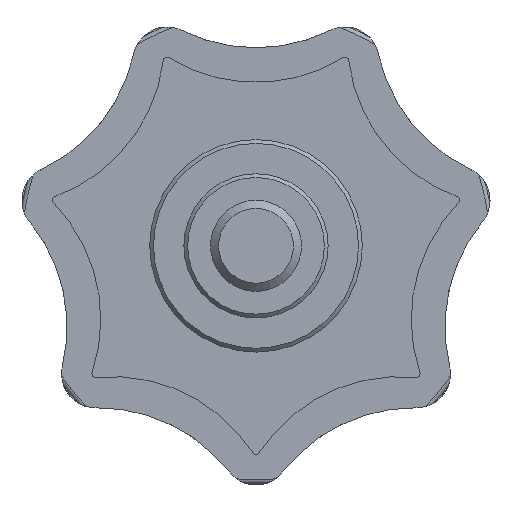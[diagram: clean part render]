
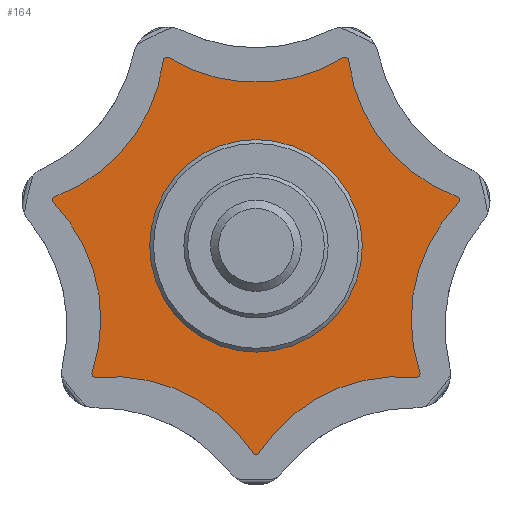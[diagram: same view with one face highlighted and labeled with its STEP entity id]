
A CAD part, front view. The second image highlights one B-rep face of the part: STEP entity #164.
In plain terms, the highlighted planar face has unit normal (0, -1, 0).
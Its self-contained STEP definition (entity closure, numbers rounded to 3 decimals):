
#164 = ADVANCED_FACE( '', ( #368, #369 ), #370, .F. );
#368 = FACE_OUTER_BOUND( '', #615, .T. );
#369 = FACE_BOUND( '', #616, .T. );
#370 = PLANE( '', #617 );
#615 = EDGE_LOOP( '', ( #1054, #1055, #1056, #1057, #1058, #1059, #1060, #1061, #1062, #1063, #1064, #1065, #1066, #1067 ) );
#616 = EDGE_LOOP( '', ( #1068 ) );
#617 = AXIS2_PLACEMENT_3D( '', #1069, #1070, #1071 );
#1054 = ORIENTED_EDGE( '', *, *, #1480, .T. );
#1055 = ORIENTED_EDGE( '', *, *, #1466, .F. );
#1056 = ORIENTED_EDGE( '', *, *, #1499, .T. );
#1057 = ORIENTED_EDGE( '', *, *, #1503, .F. );
#1058 = ORIENTED_EDGE( '', *, *, #1485, .T. );
#1059 = ORIENTED_EDGE( '', *, *, #1578, .F. );
#1060 = ORIENTED_EDGE( '', *, *, #1597, .T. );
#1061 = ORIENTED_EDGE( '', *, *, #1554, .F. );
#1062 = ORIENTED_EDGE( '', *, *, #1601, .T. );
#1063 = ORIENTED_EDGE( '', *, *, #1612, .F. );
#1064 = ORIENTED_EDGE( '', *, *, #1490, .T. );
#1065 = ORIENTED_EDGE( '', *, *, #1613, .F. );
#1066 = ORIENTED_EDGE( '', *, *, #1614, .T. );
#1067 = ORIENTED_EDGE( '', *, *, #1615, .F. );
#1068 = ORIENTED_EDGE( '', *, *, #1616, .T. );
#1069 = CARTESIAN_POINT( '', ( -31.777, 27., -13.261 ) );
#1070 = DIRECTION( '', ( 0., 1., 0. ) );
#1071 = DIRECTION( '', ( 0., 0., 1. ) );
#1466 = EDGE_CURVE( '', #1751, #1746, #1753, .T. );
#1480 = EDGE_CURVE( '', #1776, #1746, #1777, .T. );
#1485 = EDGE_CURVE( '', #1785, #1782, #1786, .T. );
#1490 = EDGE_CURVE( '', #1794, #1791, #1795, .T. );
#1499 = EDGE_CURVE( '', #1751, #1806, #1809, .T. );
#1503 = EDGE_CURVE( '', #1785, #1806, #1813, .T. );
#1554 = EDGE_CURVE( '', #1899, #1894, #1901, .T. );
#1578 = EDGE_CURVE( '', #1936, #1782, #1938, .T. );
#1597 = EDGE_CURVE( '', #1936, #1894, #1966, .T. );
#1601 = EDGE_CURVE( '', #1899, #1969, #1972, .T. );
#1612 = EDGE_CURVE( '', #1794, #1969, #1986, .T. );
#1613 = EDGE_CURVE( '', #1987, #1791, #1988, .T. );
#1614 = EDGE_CURVE( '', #1987, #1989, #1990, .T. );
#1615 = EDGE_CURVE( '', #1776, #1989, #1991, .T. );
#1616 = EDGE_CURVE( '', #1992, #1992, #1993, .T. );
#1746 = VERTEX_POINT( '', #2180 );
#1751 = VERTEX_POINT( '', #2186 );
#1753 = CIRCLE( '', #2189, 0.5 );
#1776 = VERTEX_POINT( '', #2254 );
#1777 = CIRCLE( '', #2255, 22. );
#1782 = VERTEX_POINT( '', #2261 );
#1785 = VERTEX_POINT( '', #2265 );
#1786 = CIRCLE( '', #2266, 22. );
#1791 = VERTEX_POINT( '', #2272 );
#1794 = VERTEX_POINT( '', #2276 );
#1795 = CIRCLE( '', #2277, 22. );
#1806 = VERTEX_POINT( '', #2290 );
#1809 = CIRCLE( '', #2294, 22. );
#1813 = CIRCLE( '', #2298, 0.5 );
#1894 = VERTEX_POINT( '', #2753 );
#1899 = VERTEX_POINT( '', #2759 );
#1901 = CIRCLE( '', #2762, 0.5 );
#1936 = VERTEX_POINT( '', #2866 );
#1938 = CIRCLE( '', #2869, 0.5 );
#1966 = CIRCLE( '', #2958, 22. );
#1969 = VERTEX_POINT( '', #2961 );
#1972 = CIRCLE( '', #2965, 22. );
#1986 = CIRCLE( '', #2980, 0.5 );
#1987 = VERTEX_POINT( '', #2981 );
#1988 = CIRCLE( '', #2982, 0.5 );
#1989 = VERTEX_POINT( '', #2983 );
#1990 = CIRCLE( '', #2984, 22. );
#1991 = CIRCLE( '', #2985, 0.5 );
#1992 = VERTEX_POINT( '', #2986 );
#1993 = CIRCLE( '', #2987, 14. );
#2180 = CARTESIAN_POINT( '', ( -21.584, 27., -16.675 ) );
#2186 = CARTESIAN_POINT( '', ( -21.06, 27., -17.332 ) );
#2189 = AXIS2_PLACEMENT_3D( '', #3273, #3274, #3275 );
#2254 = CARTESIAN_POINT( '', ( -26.681, 27., 5.659 ) );
#2255 = AXIS2_PLACEMENT_3D( '', #3291, #3292, #3293 );
#2261 = CARTESIAN_POINT( '', ( 21.06, 27., -17.332 ) );
#2265 = CARTESIAN_POINT( '', ( 0.42, 27., -27.272 ) );
#2266 = AXIS2_PLACEMENT_3D( '', #3299, #3300, #3301 );
#2272 = CARTESIAN_POINT( '', ( -11.455, 27., 24.753 ) );
#2276 = CARTESIAN_POINT( '', ( 11.455, 27., 24.753 ) );
#2277 = AXIS2_PLACEMENT_3D( '', #3307, #3308, #3309 );
#2290 = CARTESIAN_POINT( '', ( -0.42, 27., -27.272 ) );
#2294 = AXIS2_PLACEMENT_3D( '', #3322, #3323, #3324 );
#2298 = AXIS2_PLACEMENT_3D( '', #3331, #3332, #3333 );
#2753 = CARTESIAN_POINT( '', ( 26.681, 27., 5.659 ) );
#2759 = CARTESIAN_POINT( '', ( 26.494, 27., 6.478 ) );
#2762 = AXIS2_PLACEMENT_3D( '', #3379, #3380, #3381 );
#2866 = CARTESIAN_POINT( '', ( 21.584, 27., -16.675 ) );
#2869 = AXIS2_PLACEMENT_3D( '', #3411, #3412, #3413 );
#2958 = AXIS2_PLACEMENT_3D( '', #3434, #3435, #3436 );
#2961 = CARTESIAN_POINT( '', ( 12.211, 27., 24.389 ) );
#2965 = AXIS2_PLACEMENT_3D( '', #3441, #3442, #3443 );
#2980 = AXIS2_PLACEMENT_3D( '', #3460, #3461, #3462 );
#2981 = CARTESIAN_POINT( '', ( -12.211, 27., 24.389 ) );
#2982 = AXIS2_PLACEMENT_3D( '', #3463, #3464, #3465 );
#2983 = CARTESIAN_POINT( '', ( -26.494, 27., 6.478 ) );
#2984 = AXIS2_PLACEMENT_3D( '', #3466, #3467, #3468 );
#2985 = AXIS2_PLACEMENT_3D( '', #3469, #3470, #3471 );
#2986 = CARTESIAN_POINT( '', ( 14., 27., 0. ) );
#2987 = AXIS2_PLACEMENT_3D( '', #3472, #3473, #3474 );
#3273 = CARTESIAN_POINT( '', ( -21.109, 27., -16.834 ) );
#3274 = DIRECTION( '', ( 0., 1., 0. ) );
#3275 = DIRECTION( '', ( 1., 0., 0. ) );
#3291 = CARTESIAN_POINT( '', ( -42.444, 27., -9.688 ) );
#3292 = DIRECTION( '', ( 0., 1., 0. ) );
#3293 = DIRECTION( '', ( 1., 0., 0. ) );
#3299 = CARTESIAN_POINT( '', ( 18.889, 27., -39.224 ) );
#3300 = DIRECTION( '', ( 0., 1., 0. ) );
#3301 = DIRECTION( '', ( 1., 0., 0. ) );
#3307 = CARTESIAN_POINT( '', ( 0., 27., 43.536 ) );
#3308 = DIRECTION( '', ( 0., 1., 0. ) );
#3309 = DIRECTION( '', ( 1., 0., 0. ) );
#3322 = CARTESIAN_POINT( '', ( -18.889, 27., -39.224 ) );
#3323 = DIRECTION( '', ( 0., 1., 0. ) );
#3324 = DIRECTION( '', ( 1., 0., 0. ) );
#3331 = CARTESIAN_POINT( '', ( 0., 27., -27. ) );
#3332 = DIRECTION( '', ( 0., 1., 0. ) );
#3333 = DIRECTION( '', ( 1., 0., 0. ) );
#3379 = CARTESIAN_POINT( '', ( 26.323, 27., 6.008 ) );
#3380 = DIRECTION( '', ( 0., 1., 0. ) );
#3381 = DIRECTION( '', ( 1., 0., 0. ) );
#3411 = CARTESIAN_POINT( '', ( 21.109, 27., -16.834 ) );
#3412 = DIRECTION( '', ( 0., 1., 0. ) );
#3413 = DIRECTION( '', ( 1., 0., 0. ) );
#3434 = CARTESIAN_POINT( '', ( 42.444, 27., -9.688 ) );
#3435 = DIRECTION( '', ( 0., 1., 0. ) );
#3436 = DIRECTION( '', ( 1., 0., 0. ) );
#3441 = CARTESIAN_POINT( '', ( 34.038, 27., 27.144 ) );
#3442 = DIRECTION( '', ( 0., 1., 0. ) );
#3443 = DIRECTION( '', ( 1., 0., 0. ) );
#3460 = CARTESIAN_POINT( '', ( 11.715, 27., 24.326 ) );
#3461 = DIRECTION( '', ( 0., 1., 0. ) );
#3462 = DIRECTION( '', ( 1., 0., 0. ) );
#3463 = CARTESIAN_POINT( '', ( -11.715, 27., 24.326 ) );
#3464 = DIRECTION( '', ( 0., 1., 0. ) );
#3465 = DIRECTION( '', ( 1., 0., 0. ) );
#3466 = CARTESIAN_POINT( '', ( -34.038, 27., 27.144 ) );
#3467 = DIRECTION( '', ( 0., 1., 0. ) );
#3468 = DIRECTION( '', ( 1., 0., 0. ) );
#3469 = CARTESIAN_POINT( '', ( -26.323, 27., 6.008 ) );
#3470 = DIRECTION( '', ( 0., 1., 0. ) );
#3471 = DIRECTION( '', ( 1., 0., 0. ) );
#3472 = CARTESIAN_POINT( '', ( 0., 27., 0. ) );
#3473 = DIRECTION( '', ( 0., 1., 0. ) );
#3474 = DIRECTION( '', ( 1., 0., 0. ) );
